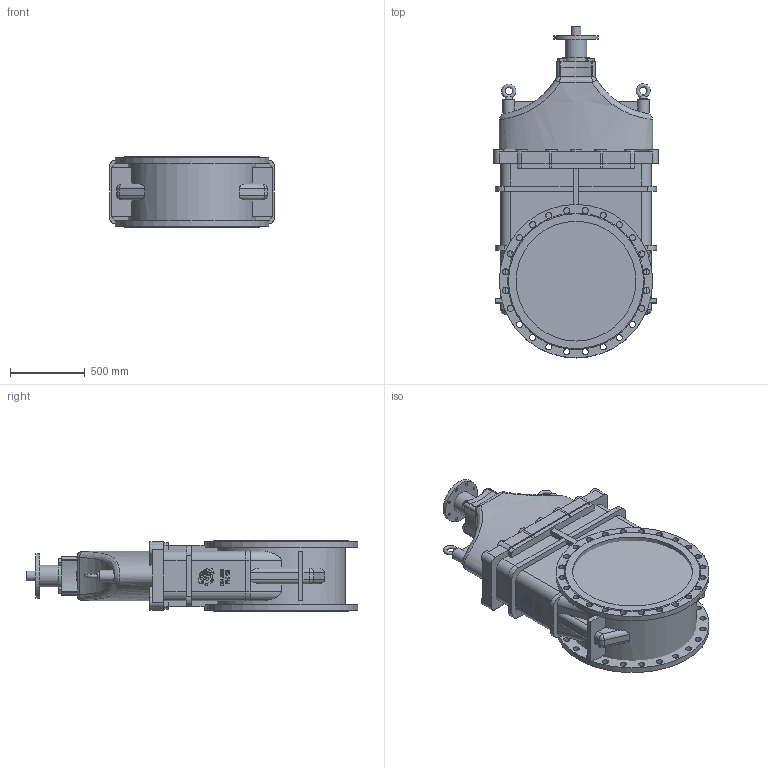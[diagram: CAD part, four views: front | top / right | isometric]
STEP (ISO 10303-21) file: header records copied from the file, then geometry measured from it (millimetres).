
FILE_DESCRIPTION(('STEP AP203'), '1');
FILE_NAME('3D_103-800-16_1', '', ('UNSPECIFIED'), ('UNSPECIFIED'), 'C3D Converter', 'C3D Toolkit', '');
FILE_SCHEMA(('CONFIG_CONTROL_DESIGN'));
Length unit declared in the file: millimetre
Bounding box: 1099.44 x 2217.5 x 470 mm (x, y, z)
Volume: 593563280.1 mm3; surface area: 7958400.2 mm2
Topology: 15 solids, 15 shells, 4365 faces, 13117 edges, 8755 vertices
Faces by surface type: plane 4195, cylinder 147, sphere 8, cone 6, bspline 5, torus 4
Full cylindrical faces by diameter (mm): 18 x8, 41 x48, 65 x1, 78.531 x2, 144.586 x1, 175.91 x1, 200 x1, 300 x1, 800 x2, 855.99 x1, 1025 x2
Entity records: 196556 total; most frequent: CARTESIAN_POINT 43469, ORIENTED_EDGE 26066, DIRECTION 22050, EDGE_CURVE 13033, LINE 12394, VECTOR 12394, VERTEX_POINT 8751, AXIS2_PLACEMENT_3D 4828
